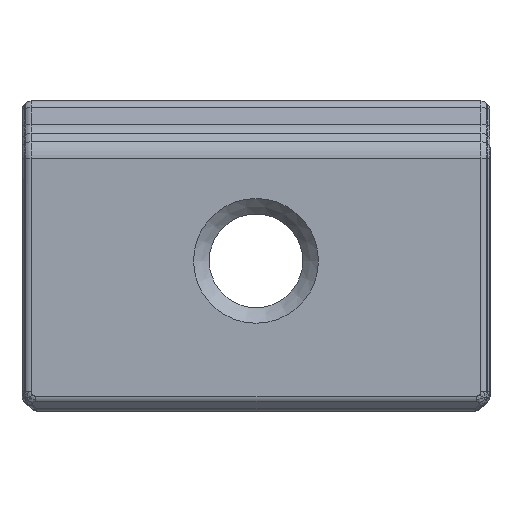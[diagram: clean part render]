
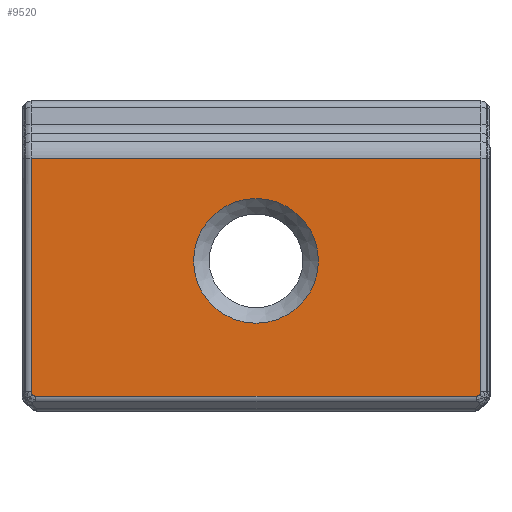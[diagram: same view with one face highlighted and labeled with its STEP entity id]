
A CAD part, left-side view. The second image highlights one B-rep face of the part: STEP entity #9520.
In plain terms, the highlighted planar face has unit normal (-1, 0, 0).
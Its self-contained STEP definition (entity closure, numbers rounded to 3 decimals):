
#15=FACE_BOUND('',#3177,.T.);
#215=PLANE('',#10675);
#552=LINE('',#16278,#1189);
#958=LINE('',#18691,#1595);
#981=LINE('',#19393,#1618);
#982=LINE('',#19395,#1619);
#1189=VECTOR('',#11721,10.);
#1595=VECTOR('',#12899,10.);
#1618=VECTOR('',#13504,4.023);
#1619=VECTOR('',#13507,10.);
#2515=FACE_OUTER_BOUND('',#3176,.T.);
#3176=EDGE_LOOP('',(#8629,#8630,#8631,#8632,#8633,#8634,#8635,#8636));
#3177=EDGE_LOOP('',(#8637));
#3224=CIRCLE('',#9580,0.115);
#3227=CIRCLE('',#9583,0.115);
#3245=CIRCLE('',#9601,0.115);
#3248=CIRCLE('',#9604,0.115);
#3524=CIRCLE('',#10119,1.6);
#3954=VERTEX_POINT('',#13687);
#3955=VERTEX_POINT('',#13694);
#3957=VERTEX_POINT('',#13740);
#3986=VERTEX_POINT('',#14577);
#3987=VERTEX_POINT('',#14584);
#3989=VERTEX_POINT('',#14630);
#4314=VERTEX_POINT('',#16272);
#4336=VERTEX_POINT('',#17004);
#4631=VERTEX_POINT('',#18688);
#4680=EDGE_CURVE('',#3954,#3955,#3224,.T.);
#4684=EDGE_CURVE('',#3957,#3954,#3227,.T.);
#4726=EDGE_CURVE('',#3986,#3987,#3245,.T.);
#4730=EDGE_CURVE('',#3989,#3986,#3248,.T.);
#5203=EDGE_CURVE('',#4314,#3989,#552,.T.);
#5353=EDGE_CURVE('',#4336,#4336,#3524,.T.);
#5833=EDGE_CURVE('',#3955,#4631,#958,.T.);
#6017=EDGE_CURVE('',#4314,#4631,#981,.T.);
#6018=EDGE_CURVE('',#3987,#3957,#982,.T.);
#8629=ORIENTED_EDGE('',*,*,#6017,.T.);
#8630=ORIENTED_EDGE('',*,*,#5833,.F.);
#8631=ORIENTED_EDGE('',*,*,#4680,.F.);
#8632=ORIENTED_EDGE('',*,*,#4684,.F.);
#8633=ORIENTED_EDGE('',*,*,#6018,.F.);
#8634=ORIENTED_EDGE('',*,*,#4726,.F.);
#8635=ORIENTED_EDGE('',*,*,#4730,.F.);
#8636=ORIENTED_EDGE('',*,*,#5203,.F.);
#8637=ORIENTED_EDGE('',*,*,#5353,.F.);
#9520=ADVANCED_FACE('',(#2515,#15),#215,.F.);
#9580=AXIS2_PLACEMENT_3D('',#13695,#10723,#10724);
#9583=AXIS2_PLACEMENT_3D('',#13742,#10729,#10730);
#9601=AXIS2_PLACEMENT_3D('',#14585,#10765,#10766);
#9604=AXIS2_PLACEMENT_3D('',#14632,#10771,#10772);
#10119=AXIS2_PLACEMENT_3D('',#17005,#12073,#12074);
#10675=AXIS2_PLACEMENT_3D('',#19394,#13505,#13506);
#10723=DIRECTION('center_axis',(1.,0.,0.));
#10724=DIRECTION('ref_axis',(0.,0.707,-0.707));
#10729=DIRECTION('center_axis',(1.,0.,0.));
#10730=DIRECTION('ref_axis',(0.,0.707,-0.707));
#10765=DIRECTION('center_axis',(1.,0.,0.));
#10766=DIRECTION('ref_axis',(0.,-0.707,-0.707));
#10771=DIRECTION('center_axis',(1.,0.,0.));
#10772=DIRECTION('ref_axis',(0.,-0.707,-0.707));
#11721=DIRECTION('',(0.,0.,-1.));
#12073=DIRECTION('center_axis',(-1.,0.,0.));
#12074=DIRECTION('ref_axis',(0.,-1.,0.));
#12899=DIRECTION('',(0.,0.,1.));
#13504=DIRECTION('',(0.,1.,0.));
#13505=DIRECTION('center_axis',(1.,0.,0.));
#13506=DIRECTION('ref_axis',(0.,0.,-1.));
#13507=DIRECTION('',(0.,1.,0.));
#13687=CARTESIAN_POINT('',(0.,5.734,0.266));
#13694=CARTESIAN_POINT('',(0.,5.767,0.348));
#13695=CARTESIAN_POINT('Origin',(0.,5.652,0.348));
#13740=CARTESIAN_POINT('',(0.,5.652,0.233));
#13742=CARTESIAN_POINT('Origin',(0.,5.652,0.348));
#14577=CARTESIAN_POINT('',(0.,-5.734,0.266));
#14584=CARTESIAN_POINT('',(0.,-5.652,0.233));
#14585=CARTESIAN_POINT('Origin',(0.,-5.652,
0.348));
#14630=CARTESIAN_POINT('',(0.,-5.767,0.348));
#14632=CARTESIAN_POINT('Origin',(0.,-5.652,
0.348));
#16272=CARTESIAN_POINT('',(0.,-5.767,6.33));
#16278=CARTESIAN_POINT('',(0.,-5.767,0.));
#17004=CARTESIAN_POINT('',(0.,1.6,3.7));
#17005=CARTESIAN_POINT('Origin',(0.,0.,3.7));
#18688=CARTESIAN_POINT('',(0.,5.767,6.33));
#18691=CARTESIAN_POINT('',(0.,5.767,0.));
#19393=CARTESIAN_POINT('',(0.,-1.173,6.33));
#19394=CARTESIAN_POINT('Origin',(0.,6.,0.));
#19395=CARTESIAN_POINT('',(0.,6.,0.233));
